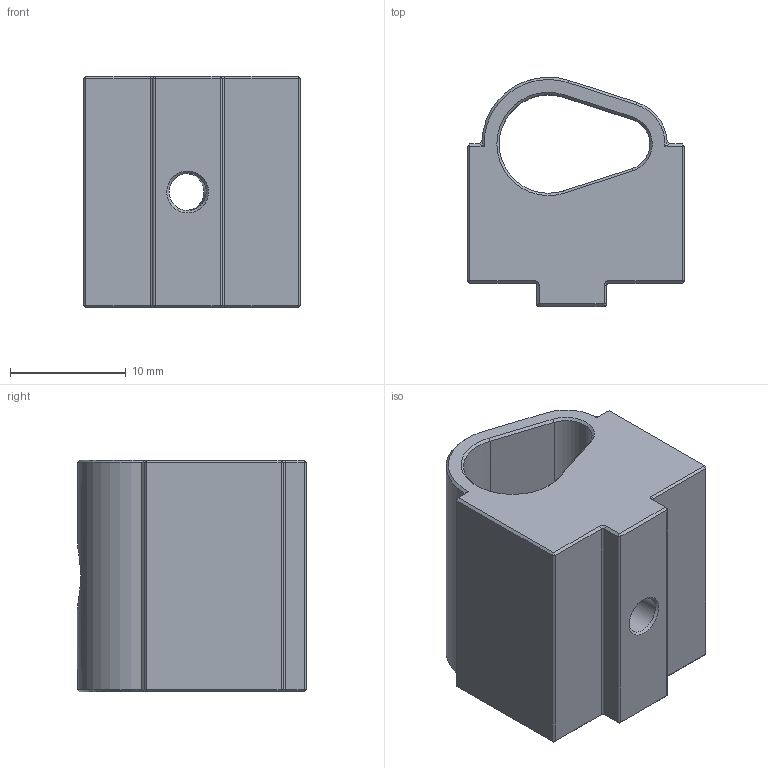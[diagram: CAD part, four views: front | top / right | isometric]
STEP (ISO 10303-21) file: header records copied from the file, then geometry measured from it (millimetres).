
FILE_DESCRIPTION(/* description */ (''),/* implementation_level */ '2;1');
FILE_NAME(/* name */ 'Air Line Holder v6.step',/* time_stamp */ '2025-07-01T09:49:40-07:00',/* author */ (''),/* organization */ (''),/* preprocessor_version */ 'ST-DEVELOPER v20.1',/* originating_system */ 'Autodesk Translation Framework v14.10.0.0',/* authorisation */ '');
FILE_SCHEMA (('AUTOMOTIVE_DESIGN { 1 0 10303 214 3 1 1 }'));
Length unit declared in the file: millimetre
Products named in the file (1): Air Line Holder
Bounding box: 18.75 x 19.75 x 20 mm (x, y, z)
Volume: 4324.7 mm3; surface area: 2586.7 mm2
Topology: 1 solids, 1 shells, 98 faces, 223 edges, 121 vertices
Faces by surface type: plane 57, cone 17, bspline 13, cylinder 11
Full cylindrical faces by diameter (mm): 3.2 x1, 6 x2
Entity records: 3093 total; most frequent: CARTESIAN_POINT 988, ORIENTED_EDGE 438, DIRECTION 396, EDGE_CURVE 219, LINE 154, VECTOR 154, VERTEX_POINT 121, AXIS2_PLACEMENT_3D 121
